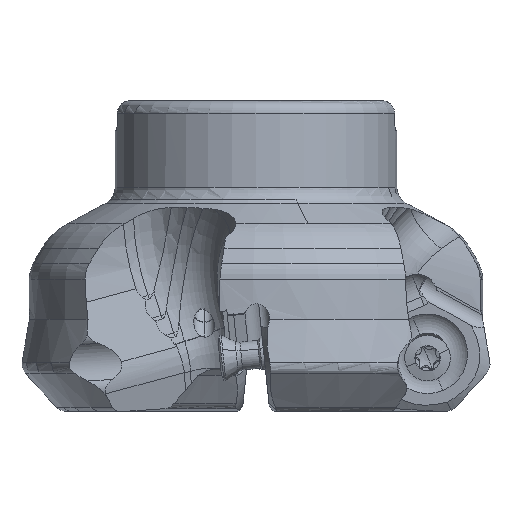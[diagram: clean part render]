
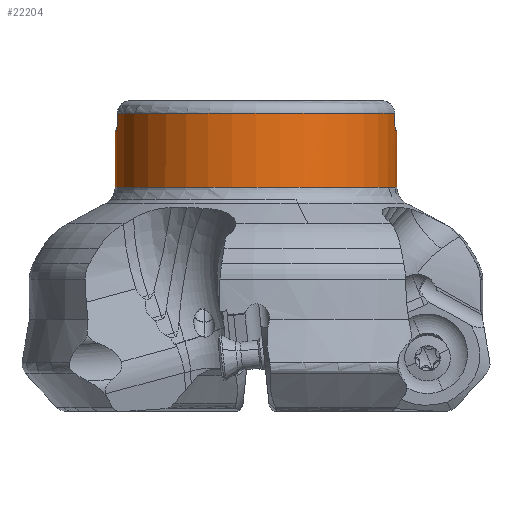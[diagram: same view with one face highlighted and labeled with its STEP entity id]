
A CAD part, left-side view. The second image highlights one B-rep face of the part: STEP entity #22204.
In plain terms, the highlighted cylindrical face has radius 22.225 mm (diameter 44.45 mm), a partial arc.
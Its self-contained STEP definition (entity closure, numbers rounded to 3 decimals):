
#9931=CARTESIAN_POINT('',(0.,0.,-4.76));
#9932=DIRECTION('',(0.,0.,-1.));
#9933=DIRECTION('',(0.,-1.,0.));
#9934=AXIS2_PLACEMENT_3D('',#9931,#9932,#9933);
#10121=CARTESIAN_POINT('',(0.,0.,-4.76));
#10122=DIRECTION('',(0.,0.,-1.));
#10123=DIRECTION('',(-0.134,0.991,0.));
#10124=AXIS2_PLACEMENT_3D('',#10121,#10122,#10123);
#10143=DIRECTION('',(0.,0.,-1.));
#10144=VECTOR('',#10143,8.861);
#10145=CARTESIAN_POINT('',(0.,-22.225,-4.76));
#10146=LINE('',#10145,#10144);
#10147=DIRECTION('',(0.,0.,1.));
#10148=VECTOR('',#10147,8.861);
#10149=CARTESIAN_POINT('',(0.,22.225,-13.621));
#10150=LINE('',#10149,#10148);
#10151=CARTESIAN_POINT('',(-2.97,22.026,
-4.76));
#10152=CARTESIAN_POINT('',(-3.304,21.981,
-4.426));
#10153=CARTESIAN_POINT('',(-3.637,21.928,
-4.093));
#10154=CARTESIAN_POINT('',(-3.97,21.868,
-3.76));
#10156=DIRECTION('',(0.,0.,1.));
#10157=VECTOR('',#10156,1.76);
#10158=CARTESIAN_POINT('',(-3.97,21.868,
-3.76));
#10159=LINE('',#10158,#10157);
#10160=CARTESIAN_POINT('',(0.,0.,-2.));
#10161=DIRECTION('',(0.,0.,-1.));
#10162=DIRECTION('',(-0.179,-0.984,0.));
#10163=AXIS2_PLACEMENT_3D('',#10160,#10161,#10162);
#10317=DIRECTION('',(0.,0.,1.));
#10318=VECTOR('',#10317,1.76);
#10319=CARTESIAN_POINT('',(-3.97,-21.868,
-3.76));
#10320=LINE('',#10319,#10318);
#10356=CARTESIAN_POINT('',(-2.97,-22.026,
-4.76));
#10357=CARTESIAN_POINT('',(-3.304,-21.981,
-4.426));
#10358=CARTESIAN_POINT('',(-3.637,-21.928,
-4.093));
#10359=CARTESIAN_POINT('',(-3.97,-21.868,
-3.76));
#10384=CARTESIAN_POINT('',(0.,0.,-13.621));
#10385=DIRECTION('',(0.,0.,1.));
#10386=DIRECTION('',(0.,1.,0.));
#10387=AXIS2_PLACEMENT_3D('',#10384,#10385,#10386);
#10389=CARTESIAN_POINT('',(0.,0.,-13.621));
#10390=DIRECTION('',(0.,0.,1.));
#10391=DIRECTION('',(-0.001,-1.,0.));
#10392=AXIS2_PLACEMENT_3D('',#10389,#10390,#10391);
#12758=CARTESIAN_POINT('',(0.,-22.225,-4.76));
#12760=VERTEX_POINT('',#12758);
#12761=CARTESIAN_POINT('',(-2.97,-22.026,-4.76));
#12762=VERTEX_POINT('',#12761);
#12793=CARTESIAN_POINT('',(0.,22.225,-4.76));
#12794=VERTEX_POINT('',#12793);
#12795=CARTESIAN_POINT('',(-2.97,22.026,-4.76));
#12796=VERTEX_POINT('',#12795);
#12797=CARTESIAN_POINT('',(-3.97,21.868,
-3.76));
#12798=VERTEX_POINT('',#12797);
#12801=CARTESIAN_POINT('',(-3.97,-21.868,
-3.76));
#12802=CARTESIAN_POINT('',(-3.97,-21.868,
-2.));
#12803=VERTEX_POINT('',#12801);
#12804=VERTEX_POINT('',#12802);
#12805=CARTESIAN_POINT('',(0.,-22.225,-13.621));
#12806=VERTEX_POINT('',#12805);
#12807=CARTESIAN_POINT('',(0.,22.225,-13.621));
#12808=VERTEX_POINT('',#12807);
#12809=CARTESIAN_POINT('',(-3.97,21.868,-2.));
#12810=VERTEX_POINT('',#12809);
#12837=CARTESIAN_POINT('',(-0.012,-22.225,
-13.621));
#12838=VERTEX_POINT('',#12837);
#22181=CARTESIAN_POINT('',(0.,0.,-1.768));
#22182=DIRECTION('',(0.,0.,-1.));
#22183=DIRECTION('',(0.,-1.,0.));
#22184=AXIS2_PLACEMENT_3D('',#22181,#22182,#22183);
#22185=CYLINDRICAL_SURFACE('',#22184,22.225);
#22187=ORIENTED_EDGE('',*,*,#22186,.F.);
#22189=ORIENTED_EDGE('',*,*,#22188,.F.);
#22191=ORIENTED_EDGE('',*,*,#22190,.F.);
#22192=ORIENTED_EDGE('',*,*,#21845,.F.);
#22193=ORIENTED_EDGE('',*,*,#21900,.T.);
#22195=ORIENTED_EDGE('',*,*,#22194,.F.);
#22197=ORIENTED_EDGE('',*,*,#22196,.F.);
#22198=ORIENTED_EDGE('',*,*,#21894,.T.);
#22199=ORIENTED_EDGE('',*,*,#22117,.F.);
#22200=ORIENTED_EDGE('',*,*,#22137,.T.);
#22201=ORIENTED_EDGE('',*,*,#22155,.T.);
#22202=EDGE_LOOP('',(#22187,#22189,#22191,#22192,#22193,#22195,#22197,#22198,
#22199,#22200,#22201));
#22203=FACE_OUTER_BOUND('',#22202,.F.);
#9935=CIRCLE('',#9934,22.225);
#10125=CIRCLE('',#10124,22.225);
#10155=B_SPLINE_CURVE_WITH_KNOTS('',3,(#10151,#10152,#10153,#10154),
.UNSPECIFIED.,.F.,.F.,(4,4),(0.,1.),.UNSPECIFIED.);
#10164=CIRCLE('',#10163,22.225);
#10360=B_SPLINE_CURVE_WITH_KNOTS('',3,(#10356,#10357,#10358,#10359),
.UNSPECIFIED.,.F.,.F.,(4,4),(0.,1.),.UNSPECIFIED.);
#10388=CIRCLE('',#10387,22.225);
#10393=CIRCLE('',#10392,22.225);
#21845=EDGE_CURVE('',#12760,#12762,#9935,.T.);
#21894=EDGE_CURVE('',#12808,#12794,#10150,.T.);
#21900=EDGE_CURVE('',#12760,#12806,#10146,.T.);
#22117=EDGE_CURVE('',#12796,#12794,#10125,.T.);
#22137=EDGE_CURVE('',#12796,#12798,#10155,.T.);
#22155=EDGE_CURVE('',#12798,#12810,#10159,.T.);
#22186=EDGE_CURVE('',#12804,#12810,#10164,.T.);
#22188=EDGE_CURVE('',#12803,#12804,#10320,.T.);
#22190=EDGE_CURVE('',#12762,#12803,#10360,.T.);
#22194=EDGE_CURVE('',#12838,#12806,#10393,.T.);
#22196=EDGE_CURVE('',#12808,#12838,#10388,.T.);
#22204=ADVANCED_FACE('',(#22203),#22185,.T.);
